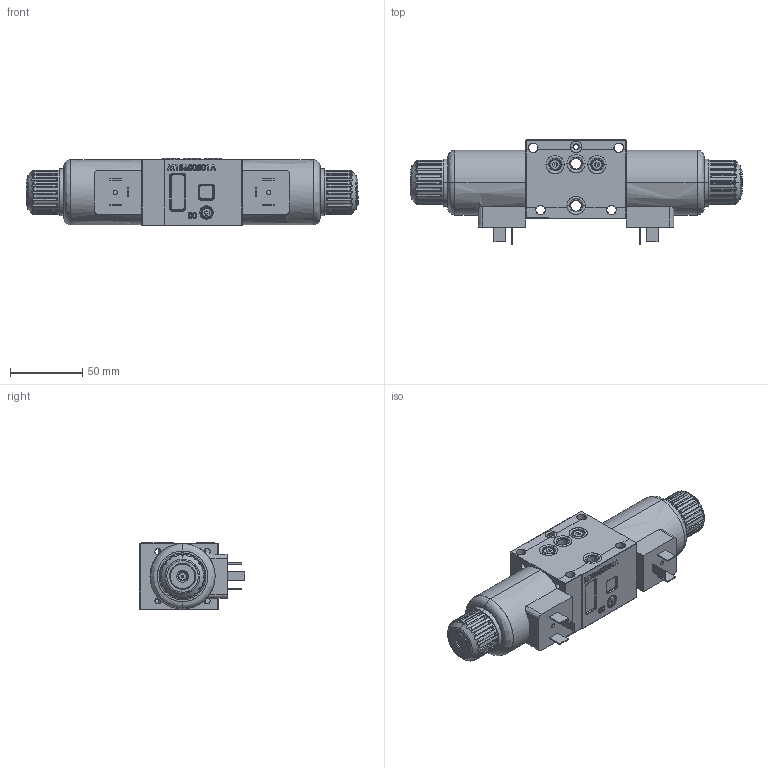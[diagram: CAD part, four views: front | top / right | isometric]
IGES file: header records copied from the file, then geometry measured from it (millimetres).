
Start section: SolidWorks IGES file using analytic representation for surfaces
Global section: file name: CD3ME--C-S12_bobine_girate.igs; native system: SolidWorks 2014; preprocessor: SolidWorks 2014; author: serviziopdm; date: 151120.090735; units: millimetre
Bounding box: 229.5 x 72.93 x 46.48 mm (x, y, z)
Surface area: 58432.2 mm2 (no closed solid volume)
Topology: 0 solids, 0 shells, 697 faces, 10924 edges, 10900 vertices
Faces by surface type: bspline 365, revolution 332
